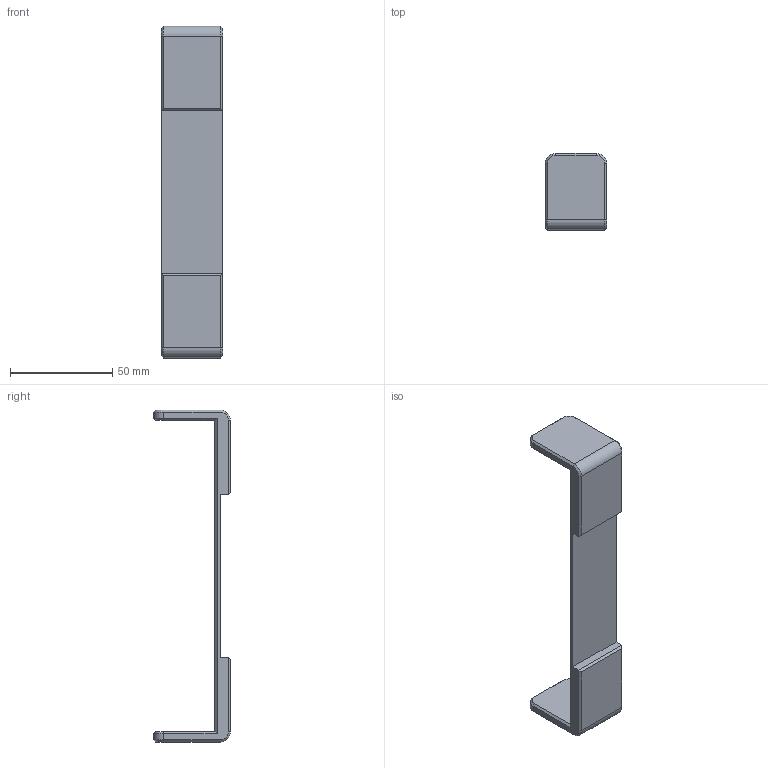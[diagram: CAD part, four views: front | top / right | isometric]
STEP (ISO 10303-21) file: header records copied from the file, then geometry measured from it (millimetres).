
FILE_DESCRIPTION(('FreeCAD Model'),'2;1');
FILE_NAME('Open CASCADE Shape Model','2023-09-21T09:47:11',('Author'),( ''),'Open CASCADE STEP processor 7.6','FreeCAD','Unknown');
FILE_SCHEMA(('AUTOMOTIVE_DESIGN { 1 0 10303 214 1 1 1 1 }'));
Length unit declared in the file: millimetre
Products named in the file (2): battery_frame_support_part; Body004
Assembly tree (1 placements, depth 2):
  battery_frame_support_part
    Body004
Bounding box: 30 x 37.5 x 162.5 mm (x, y, z)
Volume: 32689.3 mm3; surface area: 15573.7 mm2
Topology: 1 solids, 1 shells, 52 faces, 118 edges, 68 vertices
Faces by surface type: plane 34, cone 12, cylinder 6
Entity records: 1450 total; most frequent: DIRECTION 250, CARTESIAN_POINT 240, ORIENTED_EDGE 236, EDGE_CURVE 118, LINE 94, VECTOR 94, AXIS2_PLACEMENT_3D 78, VERTEX_POINT 68
